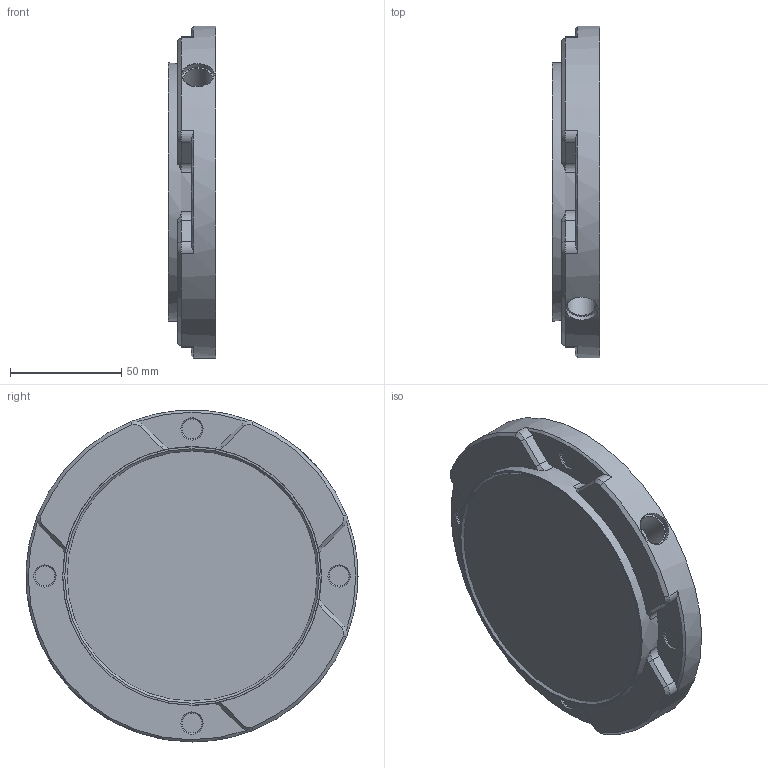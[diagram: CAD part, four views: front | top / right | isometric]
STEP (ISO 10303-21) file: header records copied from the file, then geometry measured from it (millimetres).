
FILE_DESCRIPTION(/* description */ (''),/* implementation_level */ '2;1');
FILE_NAME(/* name */ '31320_Support_ipt_6548e617.STEP',/* time_stamp */ '2018-12-04T14:45:40+01:00',/* author */ ('chsl'),/* organization */ (''),/* preprocessor_version */ 'ST-DEVELOPER v17',/* originating_system */ 'Autodesk Inventor 2019',/* authorisation */ '');
FILE_SCHEMA (('AUTOMOTIVE_DESIGN { 1 0 10303 214 3 1 1 }'));
Length unit declared in the file: millimetre
Products named in the file (1): 31320_Support
Bounding box: 21.3 x 149 x 149 mm (x, y, z)
Volume: 307604.1 mm3; surface area: 44903.8 mm2
Topology: 1 solids, 1 shells, 73 faces, 189 edges, 125 vertices
Faces by surface type: plane 28, cone 23, cylinder 21, bspline 1
Full cylindrical faces by diameter (mm): 9 x4, 13 x1, 14.5 x1, 116 x1, 149 x1
Entity records: 2662 total; most frequent: CARTESIAN_POINT 774, DIRECTION 409, ORIENTED_EDGE 378, EDGE_CURVE 189, AXIS2_PLACEMENT_3D 167, VERTEX_POINT 125, CIRCLE 94, EDGE_LOOP 80
